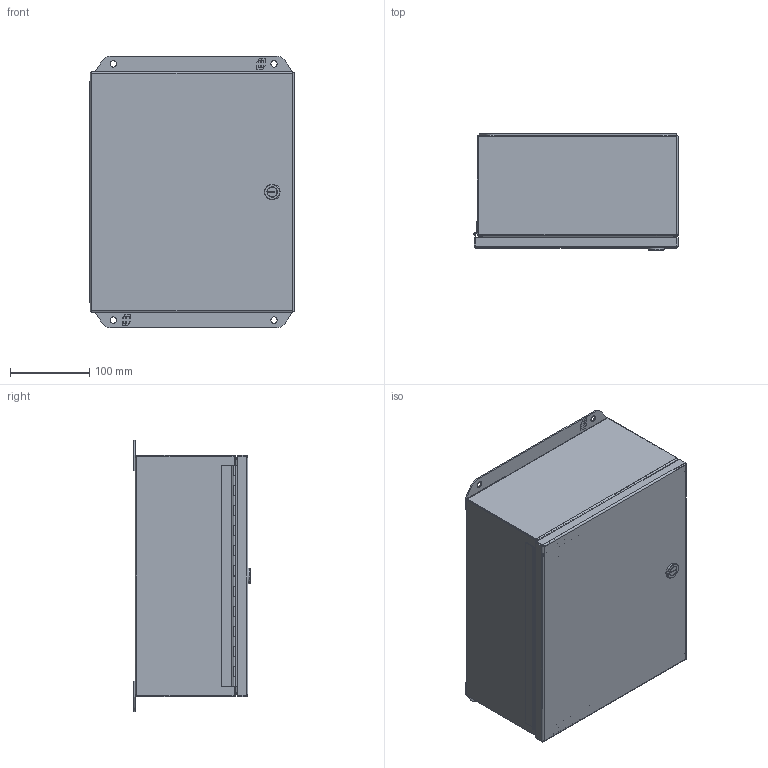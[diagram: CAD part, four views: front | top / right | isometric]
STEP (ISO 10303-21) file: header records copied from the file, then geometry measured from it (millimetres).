
FILE_DESCRIPTION (( 'STEP AP203' ), '1' );
FILE_NAME ('EJ12105LG_Default.step', '2019-11-13T19:58:29', ( '' ), ( '' ), 'SwSTEP 2.0', 'SolidWorks 2019', '' );
FILE_SCHEMA (( 'CONFIG_CONTROL_DESIGN' ));
Length unit declared in the file: inch
Products named in the file (1): EJ12105LG_Default
Bounding box: 258.2 x 147.46 x 342.9 mm (x, y, z)
Volume: 698322.1 mm3; surface area: 906479.8 mm2
Topology: 16 solids, 17 shells, 707 faces, 1800 edges, 1128 vertices
Faces by surface type: plane 393, cylinder 222, bspline 48, cone 44
Entity records: 23833 total; most frequent: CARTESIAN_POINT 6794, ORIENTED_EDGE 3572, DIRECTION 3432, EDGE_CURVE 1786, LINE 1228, VECTOR 1228, VERTEX_POINT 1128, AXIS2_PLACEMENT_3D 1102
